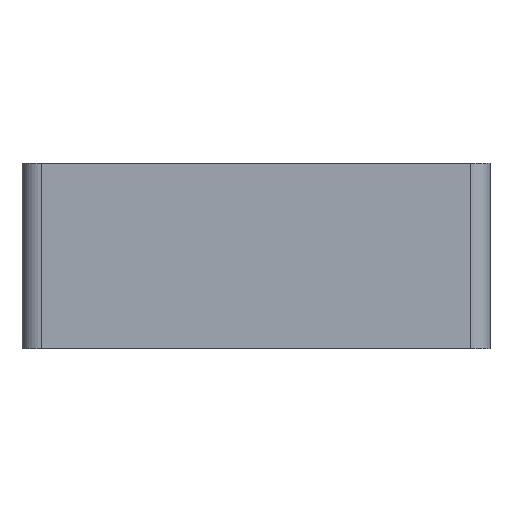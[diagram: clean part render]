
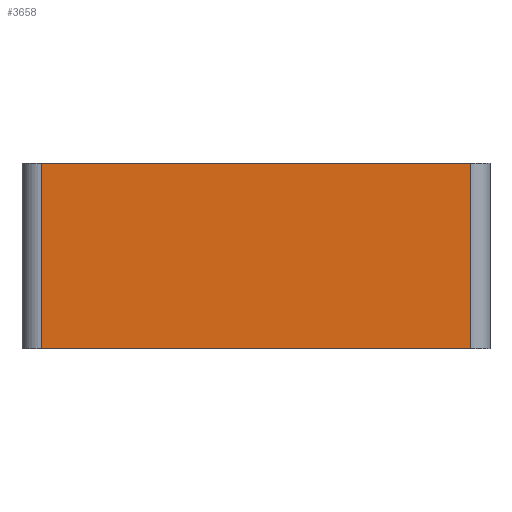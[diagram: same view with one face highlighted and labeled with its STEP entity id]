
A CAD part, front view. The second image highlights one B-rep face of the part: STEP entity #3658.
In plain terms, the highlighted planar face has unit normal (0, -1, 0).
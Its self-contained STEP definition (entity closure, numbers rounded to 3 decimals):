
#663 = EDGE_LOOP ( 'NONE', ( #7901, #10733, #2567, #4440 ) ) ;
#976 = VECTOR ( 'NONE', #2071, 1000. ) ;
#2020 = CARTESIAN_POINT ( 'NONE',  ( 0.127, -1.924, -0.5 ) ) ;
#2071 = DIRECTION ( 'NONE',  ( -1., 0., 0. ) ) ;
#2174 = LINE ( 'NONE', #9434, #7056 ) ;
#2567 = ORIENTED_EDGE ( 'NONE', *, *, #11312, .F. ) ;
#2900 = LINE ( 'NONE', #8219, #4878 ) ;
#3219 = CARTESIAN_POINT ( 'NONE',  ( 1.127, -1.924, 9. ) ) ;
#3228 = VECTOR ( 'NONE', #10071, 1000. ) ;
#3658 = ADVANCED_FACE ( 'NONE', ( #7876 ), #9225, .T. ) ;
#3864 = LINE ( 'NONE', #2020, #976 ) ;
#4256 = CARTESIAN_POINT ( 'NONE',  ( 23.127, -1.924, 9. ) ) ;
#4372 = DIRECTION ( 'NONE',  ( 0., 0., -1. ) ) ;
#4440 = ORIENTED_EDGE ( 'NONE', *, *, #7994, .T. ) ;
#4579 = DIRECTION ( 'NONE',  ( 0., 0., -1. ) ) ;
#4615 = AXIS2_PLACEMENT_3D ( 'NONE', #6303, #10209, #4372 ) ;
#4876 = EDGE_CURVE ( 'NONE', #10185, #7157, #3864, .T. ) ;
#4878 = VECTOR ( 'NONE', #8181, 1000. ) ;
#4997 = VERTEX_POINT ( 'NONE', #3219 ) ;
#6115 = EDGE_CURVE ( 'NONE', #10185, #6750, #8688, .T. ) ;
#6303 = CARTESIAN_POINT ( 'NONE',  ( 0.127, -1.924, 0. ) ) ;
#6750 = VERTEX_POINT ( 'NONE', #4256 ) ;
#7056 = VECTOR ( 'NONE', #4579, 1000. ) ;
#7157 = VERTEX_POINT ( 'NONE', #10095 ) ;
#7876 = FACE_OUTER_BOUND ( 'NONE', #663, .T. ) ;
#7901 = ORIENTED_EDGE ( 'NONE', *, *, #4876, .F. ) ;
#7994 = EDGE_CURVE ( 'NONE', #4997, #7157, #2174, .T. ) ;
#8181 = DIRECTION ( 'NONE',  ( 1., 0., 0. ) ) ;
#8219 = CARTESIAN_POINT ( 'NONE',  ( 0.127, -1.924, 9. ) ) ;
#8606 = CARTESIAN_POINT ( 'NONE',  ( 23.127, -1.924, -0.5 ) ) ;
#8688 = LINE ( 'NONE', #9081, #3228 ) ;
#9081 = CARTESIAN_POINT ( 'NONE',  ( 23.127, -1.924, 9. ) ) ;
#9225 = PLANE ( 'NONE',  #4615 ) ;
#9434 = CARTESIAN_POINT ( 'NONE',  ( 1.127, -1.924, -0.5 ) ) ;
#10071 = DIRECTION ( 'NONE',  ( 0., 0., 1. ) ) ;
#10095 = CARTESIAN_POINT ( 'NONE',  ( 1.127, -1.924, -0.5 ) ) ;
#10185 = VERTEX_POINT ( 'NONE', #8606 ) ;
#10209 = DIRECTION ( 'NONE',  ( 0., -1., 0. ) ) ;
#10733 = ORIENTED_EDGE ( 'NONE', *, *, #6115, .T. ) ;
#11312 = EDGE_CURVE ( 'NONE', #4997, #6750, #2900, .T. ) ;
